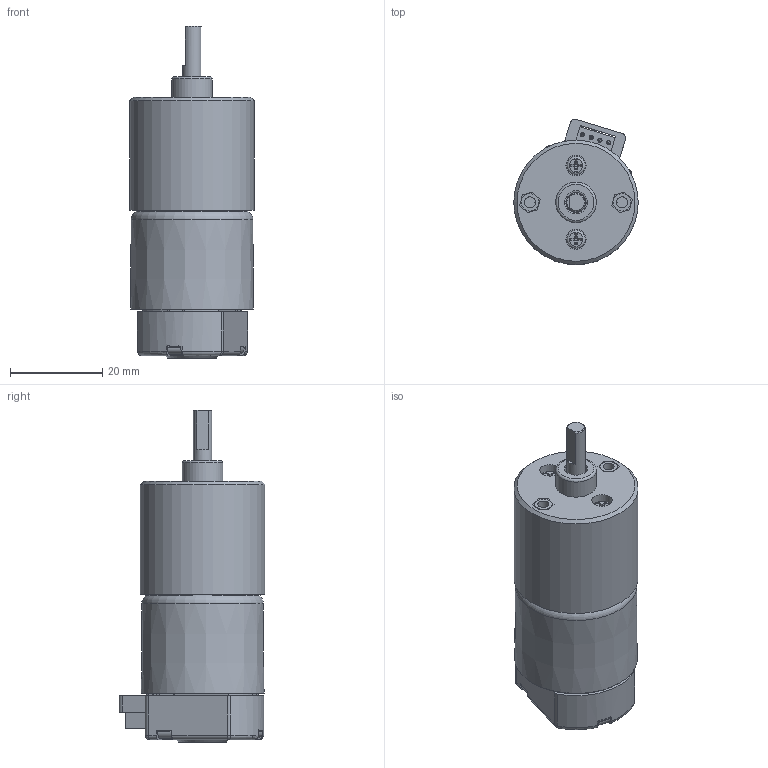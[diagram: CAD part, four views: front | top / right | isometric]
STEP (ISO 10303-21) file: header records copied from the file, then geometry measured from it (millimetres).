
FILE_DESCRIPTION(/* description */ (''),/* implementation_level */ '2;1');
FILE_NAME(/* name */ 'L149-46_2S',/* time_stamp */ '2018-10-11T11:20:24+02:00',/* author */ (''),/* organization */ (''),/* preprocessor_version */ 'ST-DEVELOPER v11',/* originating_system */ 'UGS - NX 5.0',/* authorisation */ '');
FILE_SCHEMA (('AUTOMOTIVE_DESIGN { 1 0 10303 214 1 1 1 1 }'));
Length unit declared in the file: millimetre
Products named in the file (1): Luig6BF7ffbv
Bounding box: 27 x 31.62 x 72.05 mm (x, y, z)
Volume: 11906 mm3; surface area: 20977.2 mm2
Topology: 22 solids, 22 shells, 797 faces, 1922 edges, 1247 vertices
Faces by surface type: plane 538, cylinder 206, cone 31, torus 11, sphere 7, bspline 4
Full cylindrical faces by diameter (mm): 0.6 x8, 0.9 x4, 1.34 x1, 1.45 x2, 1.6 x2, 1.82 x8, 1.9 x2, 2 x14, 2.01 x4, 2.1 x2, 2.25 x2, 2.3 x2, 2.4 x6, 2.5 x2, 2.52 x1, 3.25 x2, 3.3 x1, 3.5 x1, 3.6 x1, 3.8 x4, 4 x5, 4.4 x2, 4.6 x1, 4.9 x1, 5 x1, 5.5 x2, 6 x1, 7 x1, 7.5 x1, 8.5 x1
Entity records: 25216 total; most frequent: CARTESIAN_POINT 6231, DIRECTION 3855, ORIENTED_EDGE 3526, EDGE_CURVE 1763, AXIS2_PLACEMENT_3D 1376, VERTEX_POINT 1211, EDGE_LOOP 1110, LINE 1103
